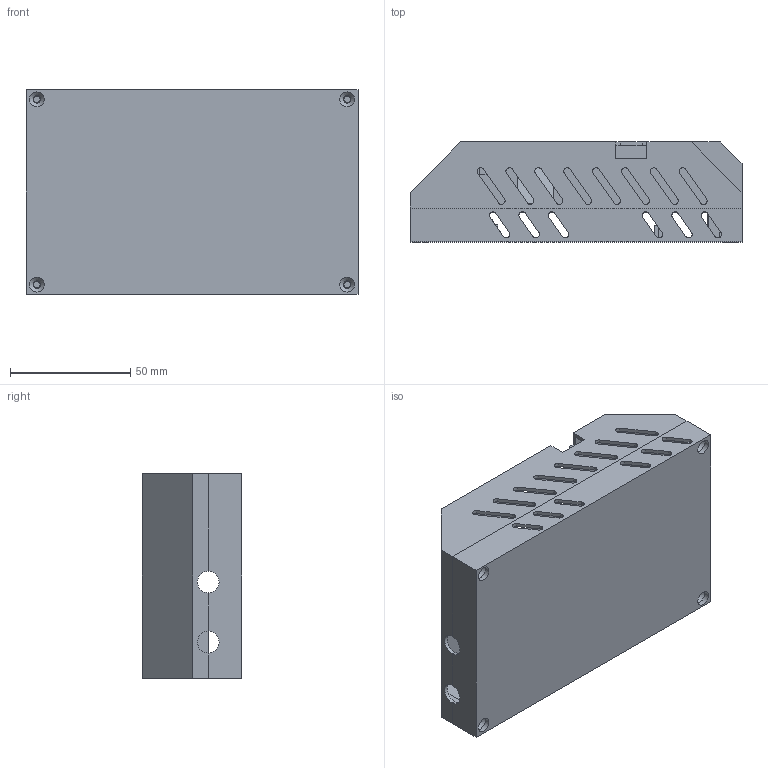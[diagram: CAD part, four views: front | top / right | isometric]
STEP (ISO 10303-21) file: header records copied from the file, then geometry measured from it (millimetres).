
FILE_DESCRIPTION(/* description */ (''),/* implementation_level */ '2;1');
FILE_NAME(/* name */ 'Arduino_Spot_Welder_V4_Case.step',/* time_stamp */ '2021-03-03T14:01:46+01:00',/* author */ (''),/* organization */ (''),/* preprocessor_version */ 'ST-DEVELOPER v18.1',/* originating_system */ 'Autodesk Translation Framework v9.7.1.1290',/* authorisation */ '');
FILE_SCHEMA (('AUTOMOTIVE_DESIGN { 1 0 10303 214 3 1 1 }'));
Length unit declared in the file: millimetre
Products named in the file (1): Arduino_Spot_Welder_V4_Case
Bounding box: 138 x 41.5 x 85 mm (x, y, z)
Volume: 68637 mm3; surface area: 81193.2 mm2
Topology: 3 solids, 3 shells, 377 faces, 1078 edges, 712 vertices
Faces by surface type: plane 293, cylinder 80, cone 4
Full cylindrical faces by diameter (mm): 2.7 x4, 3.2 x4, 3.3 x2, 5.2 x2, 6.2 x4, 11 x1, 29 x1
Entity records: 12388 total; most frequent: CARTESIAN_POINT 2168, ORIENTED_EDGE 2156, DIRECTION 2003, EDGE_CURVE 1078, LINE 909, VECTOR 909, VERTEX_POINT 712, AXIS2_PLACEMENT_3D 547
